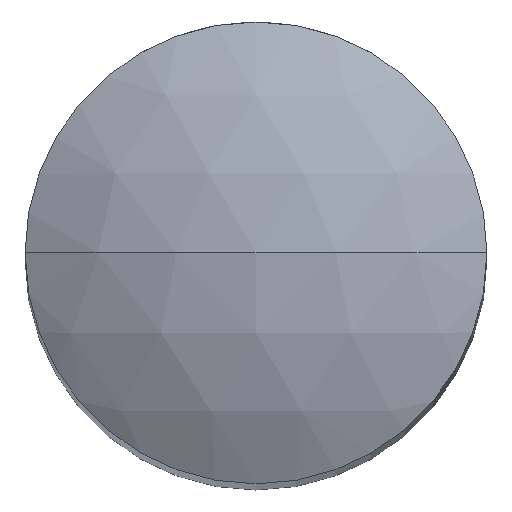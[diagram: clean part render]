
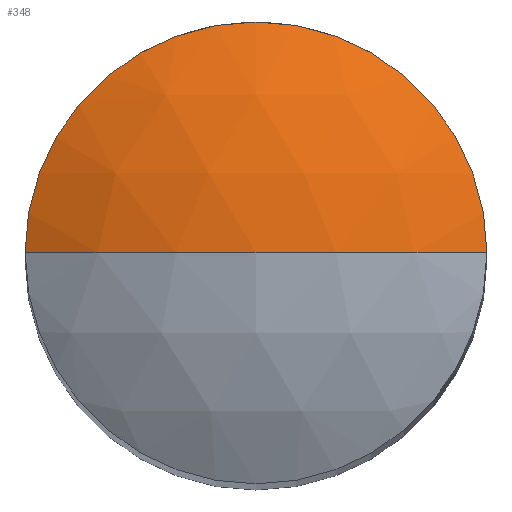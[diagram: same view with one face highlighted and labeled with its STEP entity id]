
A CAD part, top view. The second image highlights one B-rep face of the part: STEP entity #348.
In plain terms, the highlighted spherical face has radius 8 mm.
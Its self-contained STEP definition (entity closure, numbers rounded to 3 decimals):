
#8 = CARTESIAN_POINT ( 'NONE',  ( 0., 0., 31.428 ) ) ;
#54 = EDGE_CURVE ( 'NONE', #572, #254, #609, .T. ) ;
#56 = ORIENTED_EDGE ( 'NONE', *, *, #54, .F. ) ;
#72 = EDGE_CURVE ( 'NONE', #572, #401, #740, .T. ) ;
#101 = DIRECTION ( 'NONE',  ( 0., -1., 0. ) ) ;
#134 = EDGE_CURVE ( 'NONE', #254, #401, #788, .T. ) ;
#162 = ORIENTED_EDGE ( 'NONE', *, *, #72, .T. ) ;
#185 = CARTESIAN_POINT ( 'NONE',  ( 0., 0., 32.5 ) ) ;
#201 = AXIS2_PLACEMENT_3D ( 'NONE', #504, #483, #473 ) ;
#233 = FACE_OUTER_BOUND ( 'NONE', #328, .T. ) ;
#254 = VERTEX_POINT ( 'NONE', #782 ) ;
#328 = EDGE_LOOP ( 'NONE', ( #56, #162, #441 ) ) ;
#348 = ADVANCED_FACE ( 'NONE', ( #233 ), #431, .T. ) ;
#361 = AXIS2_PLACEMENT_3D ( 'NONE', #595, #568, #555 ) ;
#401 = VERTEX_POINT ( 'NONE', #712 ) ;
#431 = SPHERICAL_SURFACE ( 'NONE', #825, 8. ) ;
#441 = ORIENTED_EDGE ( 'NONE', *, *, #134, .F. ) ;
#473 = DIRECTION ( 'NONE',  ( 0., 0., 1. ) ) ;
#483 = DIRECTION ( 'NONE',  ( 0., 1., 0. ) ) ;
#504 = CARTESIAN_POINT ( 'NONE',  ( 0., 0., 24.5 ) ) ;
#542 = AXIS2_PLACEMENT_3D ( 'NONE', #8, #786, #625 ) ;
#555 = DIRECTION ( 'NONE',  ( 1., 0., 0. ) ) ;
#568 = DIRECTION ( 'NONE',  ( 0., -1., 0. ) ) ;
#572 = VERTEX_POINT ( 'NONE', #185 ) ;
#595 = CARTESIAN_POINT ( 'NONE',  ( 0., 0., 24.5 ) ) ;
#609 = CIRCLE ( 'NONE', #361, 8. ) ;
#625 = DIRECTION ( 'NONE',  ( -1., 0., 0. ) ) ;
#708 = CARTESIAN_POINT ( 'NONE',  ( 0., 0., 24.5 ) ) ;
#712 = CARTESIAN_POINT ( 'NONE',  ( 4., 0., 31.428 ) ) ;
#740 = CIRCLE ( 'NONE', #201, 8. ) ;
#782 = CARTESIAN_POINT ( 'NONE',  ( -4., 0., 31.428 ) ) ;
#786 = DIRECTION ( 'NONE',  ( 0., 0., -1. ) ) ;
#788 = CIRCLE ( 'NONE', #542, 4. ) ;
#812 = DIRECTION ( 'NONE',  ( 1., 0., 0. ) ) ;
#825 = AXIS2_PLACEMENT_3D ( 'NONE', #708, #101, #812 ) ;
